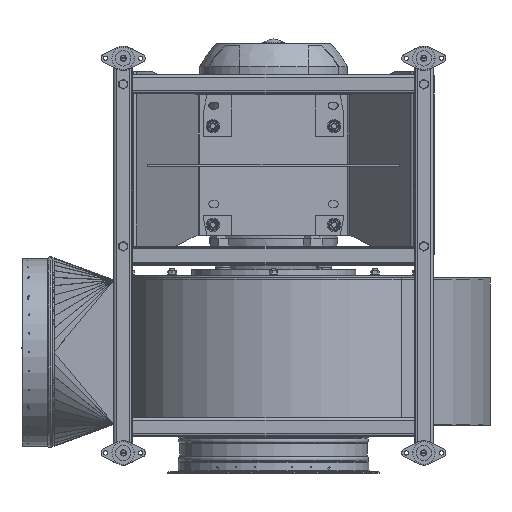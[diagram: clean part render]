
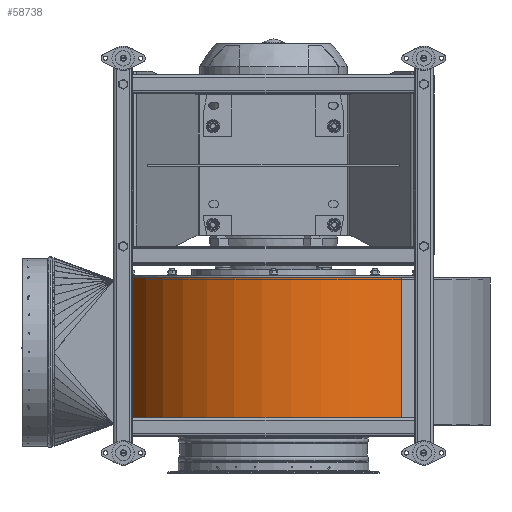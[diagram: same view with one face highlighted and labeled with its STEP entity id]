
A CAD part, front view. The second image highlights one B-rep face of the part: STEP entity #58738.
In plain terms, the highlighted cylindrical face has radius 372 mm (diameter 744 mm), a partial arc.
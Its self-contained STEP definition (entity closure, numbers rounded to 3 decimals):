
#6515=FACE_OUTER_BOUND('',#10004,.T.);
#10004=EDGE_LOOP('',(#47525,#47526,#47527,#47528));
#13372=CIRCLE('',#63921,372.);
#13373=CIRCLE('',#63922,372.);
#16780=LINE('',#102653,#20892);
#16919=LINE('',#103542,#21031);
#20892=VECTOR('',#76219,10.);
#21031=VECTOR('',#76866,10.);
#25821=VERTEX_POINT('',#102639);
#25825=VERTEX_POINT('',#102649);
#26032=VERTEX_POINT('',#103539);
#26033=VERTEX_POINT('',#103541);
#33106=EDGE_CURVE('',#25825,#25821,#16780,.T.);
#33437=EDGE_CURVE('',#25825,#26032,#13372,.T.);
#33438=EDGE_CURVE('',#26032,#26033,#16919,.T.);
#33439=EDGE_CURVE('',#25821,#26033,#13373,.T.);
#47525=ORIENTED_EDGE('',*,*,#33106,.F.);
#47526=ORIENTED_EDGE('',*,*,#33437,.T.);
#47527=ORIENTED_EDGE('',*,*,#33438,.T.);
#47528=ORIENTED_EDGE('',*,*,#33439,.F.);
#52908=CYLINDRICAL_SURFACE('',#63920,372.);
#58738=ADVANCED_FACE('',(#6515),#52908,.T.);
#63920=AXIS2_PLACEMENT_3D('',#103538,#76862,#76863);
#63921=AXIS2_PLACEMENT_3D('',#103540,#76864,#76865);
#63922=AXIS2_PLACEMENT_3D('',#103543,#76867,#76868);
#76219=DIRECTION('',(0.,0.,-1.));
#76862=DIRECTION('center_axis',(0.,0.,
-1.));
#76863=DIRECTION('ref_axis',(0.949,-0.316,0.));
#76864=DIRECTION('center_axis',(0.,0.,
-1.));
#76865=DIRECTION('ref_axis',(0.6,-0.8,0.));
#76866=DIRECTION('',(0.,0.,-1.));
#76867=DIRECTION('center_axis',(0.,0.,
-1.));
#76868=DIRECTION('ref_axis',(0.6,-0.8,0.));
#102639=CARTESIAN_POINT('',(273.2,-307.6,-311.));
#102649=CARTESIAN_POINT('',(273.2,-307.6,4.));
#102653=CARTESIAN_POINT('',(273.2,-307.6,4.));
#103538=CARTESIAN_POINT('Origin',(50.,-10.,-153.5));
#103539=CARTESIAN_POINT('',(-302.882,107.722,4.));
#103540=CARTESIAN_POINT('Origin',(50.,-10.,4.));
#103541=CARTESIAN_POINT('',(-302.882,107.722,-311.));
#103542=CARTESIAN_POINT('',(-302.882,107.722,4.));
#103543=CARTESIAN_POINT('Origin',(50.,-10.,-311.));
